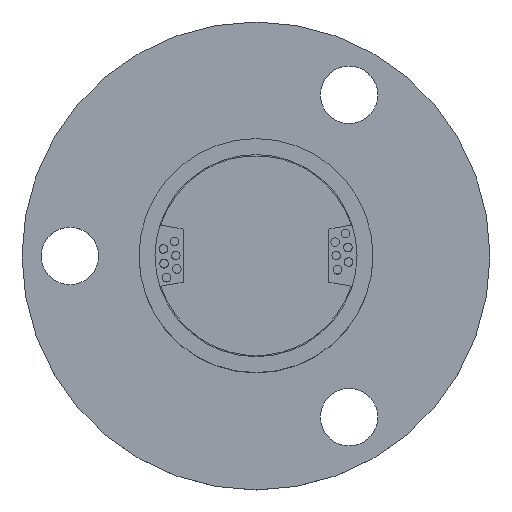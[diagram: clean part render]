
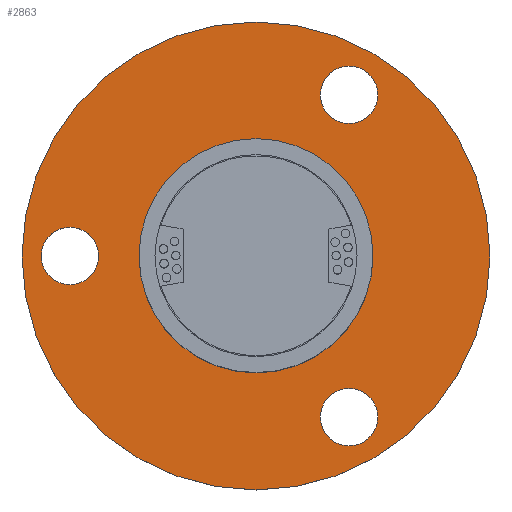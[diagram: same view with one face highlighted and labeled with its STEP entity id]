
A CAD part, top view. The second image highlights one B-rep face of the part: STEP entity #2863.
In plain terms, the highlighted planar face has unit normal (0, 0, 1).
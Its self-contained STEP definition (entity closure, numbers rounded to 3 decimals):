
#49 = DIRECTION ( 'NONE',  ( -1., 0., 0. ) ) ;
#50 = DIRECTION ( 'NONE',  ( 0., 0., -1. ) ) ;
#52 = DIRECTION ( 'NONE',  ( -1., 0., 0. ) ) ;
#53 = DIRECTION ( 'NONE',  ( 0., 0., 1. ) ) ;
#57 = CARTESIAN_POINT ( 'NONE',  ( 8.75, -15.155, 16.4 ) ) ;
#69 = CARTESIAN_POINT ( 'NONE',  ( 0., 0., 16.4 ) ) ;
#81 = CARTESIAN_POINT ( 'NONE',  ( -14.8, 0., 16.4 ) ) ;
#112 = CARTESIAN_POINT ( 'NONE',  ( 11., 0., 16.4 ) ) ;
#121 = CARTESIAN_POINT ( 'NONE',  ( -22., 0., 16.4 ) ) ;
#136 = CARTESIAN_POINT ( 'NONE',  ( -20.2, 0., 16.4 ) ) ;
#157 = CARTESIAN_POINT ( 'NONE',  ( 6.05, 15.155, 16.4 ) ) ;
#158 = CARTESIAN_POINT ( 'NONE',  ( 22., 0., 16.4 ) ) ;
#164 = CARTESIAN_POINT ( 'NONE',  ( 11.45, 15.155, 16.4 ) ) ;
#245 = AXIS2_PLACEMENT_3D ( 'NONE', #3071, #3074, #3075 ) ;
#246 = AXIS2_PLACEMENT_3D ( 'NONE', #3068, #3083, #3084 ) ;
#247 = AXIS2_PLACEMENT_3D ( 'NONE', #3073, #3088, #3089 ) ;
#251 = AXIS2_PLACEMENT_3D ( 'NONE', #3095, #3106, #3107 ) ;
#256 = AXIS2_PLACEMENT_3D ( 'NONE', #3136, #3138, #3139 ) ;
#286 = CARTESIAN_POINT ( 'NONE',  ( -11., 0., 16.4 ) ) ;
#306 = CARTESIAN_POINT ( 'NONE',  ( 11.45, -15.155, 16.4 ) ) ;
#309 = CARTESIAN_POINT ( 'NONE',  ( 6.05, -15.155, 16.4 ) ) ;
#436 = VERTEX_POINT ( 'NONE', #309 ) ;
#442 = VERTEX_POINT ( 'NONE', #306 ) ;
#496 = VERTEX_POINT ( 'NONE', #286 ) ;
#543 = VERTEX_POINT ( 'NONE', #164 ) ;
#549 = VERTEX_POINT ( 'NONE', #158 ) ;
#550 = VERTEX_POINT ( 'NONE', #157 ) ;
#571 = VERTEX_POINT ( 'NONE', #136 ) ;
#586 = VERTEX_POINT ( 'NONE', #121 ) ;
#595 = VERTEX_POINT ( 'NONE', #112 ) ;
#626 = VERTEX_POINT ( 'NONE', #81 ) ;
#683 = CIRCLE ( 'NONE', #256, 22. ) ;
#703 = CIRCLE ( 'NONE', #251, 11. ) ;
#760 = ORIENTED_EDGE ( 'NONE', *, *, #2410, .T. ) ;
#893 = EDGE_LOOP ( 'NONE', ( #1022, #1030 ) ) ;
#898 = EDGE_LOOP ( 'NONE', ( #1037, #760 ) ) ;
#899 = EDGE_LOOP ( 'NONE', ( #1081, #933 ) ) ;
#933 = ORIENTED_EDGE ( 'NONE', *, *, #2510, .F. ) ;
#1022 = ORIENTED_EDGE ( 'NONE', *, *, #3227, .F. ) ;
#1025 = ORIENTED_EDGE ( 'NONE', *, *, #2511, .F. ) ;
#1029 = ORIENTED_EDGE ( 'NONE', *, *, #2512, .F. ) ;
#1030 = ORIENTED_EDGE ( 'NONE', *, *, #2409, .F. ) ;
#1031 = ORIENTED_EDGE ( 'NONE', *, *, #3229, .F. ) ;
#1037 = ORIENTED_EDGE ( 'NONE', *, *, #3236, .T. ) ;
#1081 = ORIENTED_EDGE ( 'NONE', *, *, #3249, .F. ) ;
#1118 = ORIENTED_EDGE ( 'NONE', *, *, #3223, .F. ) ;
#1385 = CARTESIAN_POINT ( 'NONE',  ( 0., 0., 16.4 ) ) ;
#1390 = CARTESIAN_POINT ( 'NONE',  ( -17.5, 0., 16.4 ) ) ;
#1391 = DIRECTION ( 'NONE',  ( 0., 0., -1. ) ) ;
#1392 = DIRECTION ( 'NONE',  ( -1., 0., 0. ) ) ;
#1393 = CARTESIAN_POINT ( 'NONE',  ( 8.75, 15.155, 16.4 ) ) ;
#1395 = DIRECTION ( 'NONE',  ( 0., 0., 1. ) ) ;
#1396 = DIRECTION ( 'NONE',  ( -1., 0., 0. ) ) ;
#1397 = DIRECTION ( 'NONE',  ( 0., 0., 1. ) ) ;
#1398 = DIRECTION ( 'NONE',  ( -1., 0., 0. ) ) ;
#1543 = PLANE ( 'NONE',  #2074 ) ;
#1546 = CARTESIAN_POINT ( 'NONE',  ( 0., 0., 16.4 ) ) ;
#1550 = DIRECTION ( 'NONE',  ( 0., 0., -1. ) ) ;
#1551 = DIRECTION ( 'NONE',  ( -1., 0., 0. ) ) ;
#1834 = CIRCLE ( 'NONE', #2169, 2.7 ) ;
#1836 = CIRCLE ( 'NONE', #2163, 2.7 ) ;
#1838 = CIRCLE ( 'NONE', #2167, 22. ) ;
#2006 = CIRCLE ( 'NONE', #2564, 11. ) ;
#2008 = CIRCLE ( 'NONE', #2568, 2.7 ) ;
#2074 = AXIS2_PLACEMENT_3D ( 'NONE', #1546, #1550, #1551 ) ;
#2163 = AXIS2_PLACEMENT_3D ( 'NONE', #1393, #1395, #1396 ) ;
#2167 = AXIS2_PLACEMENT_3D ( 'NONE', #1385, #1391, #1392 ) ;
#2169 = AXIS2_PLACEMENT_3D ( 'NONE', #1390, #1397, #1398 ) ;
#2255 = EDGE_LOOP ( 'NONE', ( #1118, #1025 ) ) ;
#2274 = EDGE_LOOP ( 'NONE', ( #1031, #1029 ) ) ;
#2409 = EDGE_CURVE ( 'NONE', #442, #436, #2008, .T. ) ;
#2410 = EDGE_CURVE ( 'NONE', #595, #496, #2006, .T. ) ;
#2510 = EDGE_CURVE ( 'NONE', #549, #586, #1838, .T. ) ;
#2511 = EDGE_CURVE ( 'NONE', #543, #550, #1836, .T. ) ;
#2512 = EDGE_CURVE ( 'NONE', #626, #571, #1834, .T. ) ;
#2564 = AXIS2_PLACEMENT_3D ( 'NONE', #69, #50, #49 ) ;
#2568 = AXIS2_PLACEMENT_3D ( 'NONE', #57, #53, #52 ) ;
#2596 = CIRCLE ( 'NONE', #247, 2.7 ) ;
#2600 = CIRCLE ( 'NONE', #246, 2.7 ) ;
#2609 = CIRCLE ( 'NONE', #245, 2.7 ) ;
#2704 = FACE_BOUND ( 'NONE', #898, .T. ) ;
#2710 = FACE_BOUND ( 'NONE', #2274, .T. ) ;
#2714 = FACE_BOUND ( 'NONE', #893, .T. ) ;
#2740 = FACE_OUTER_BOUND ( 'NONE', #899, .T. ) ;
#2744 = FACE_BOUND ( 'NONE', #2255, .T. ) ;
#2863 = ADVANCED_FACE ( 'NONE', ( #2744, #2714, #2710, #2704, #2740 ), #1543, .F. ) ;
#3068 = CARTESIAN_POINT ( 'NONE',  ( 8.75, -15.155, 16.4 ) ) ;
#3071 = CARTESIAN_POINT ( 'NONE',  ( 8.75, 15.155, 16.4 ) ) ;
#3073 = CARTESIAN_POINT ( 'NONE',  ( -17.5, 0., 16.4 ) ) ;
#3074 = DIRECTION ( 'NONE',  ( 0., 0., 1. ) ) ;
#3075 = DIRECTION ( 'NONE',  ( -1., 0., 0. ) ) ;
#3083 = DIRECTION ( 'NONE',  ( 0., 0., 1. ) ) ;
#3084 = DIRECTION ( 'NONE',  ( -1., 0., 0. ) ) ;
#3088 = DIRECTION ( 'NONE',  ( 0., 0., 1. ) ) ;
#3089 = DIRECTION ( 'NONE',  ( -1., 0., 0. ) ) ;
#3095 = CARTESIAN_POINT ( 'NONE',  ( 0., 0., 16.4 ) ) ;
#3106 = DIRECTION ( 'NONE',  ( 0., 0., -1. ) ) ;
#3107 = DIRECTION ( 'NONE',  ( -1., 0., 0. ) ) ;
#3136 = CARTESIAN_POINT ( 'NONE',  ( 0., 0., 16.4 ) ) ;
#3138 = DIRECTION ( 'NONE',  ( 0., 0., -1. ) ) ;
#3139 = DIRECTION ( 'NONE',  ( -1., 0., 0. ) ) ;
#3223 = EDGE_CURVE ( 'NONE', #550, #543, #2609, .T. ) ;
#3227 = EDGE_CURVE ( 'NONE', #436, #442, #2600, .T. ) ;
#3229 = EDGE_CURVE ( 'NONE', #571, #626, #2596, .T. ) ;
#3236 = EDGE_CURVE ( 'NONE', #496, #595, #703, .T. ) ;
#3249 = EDGE_CURVE ( 'NONE', #586, #549, #683, .T. ) ;
